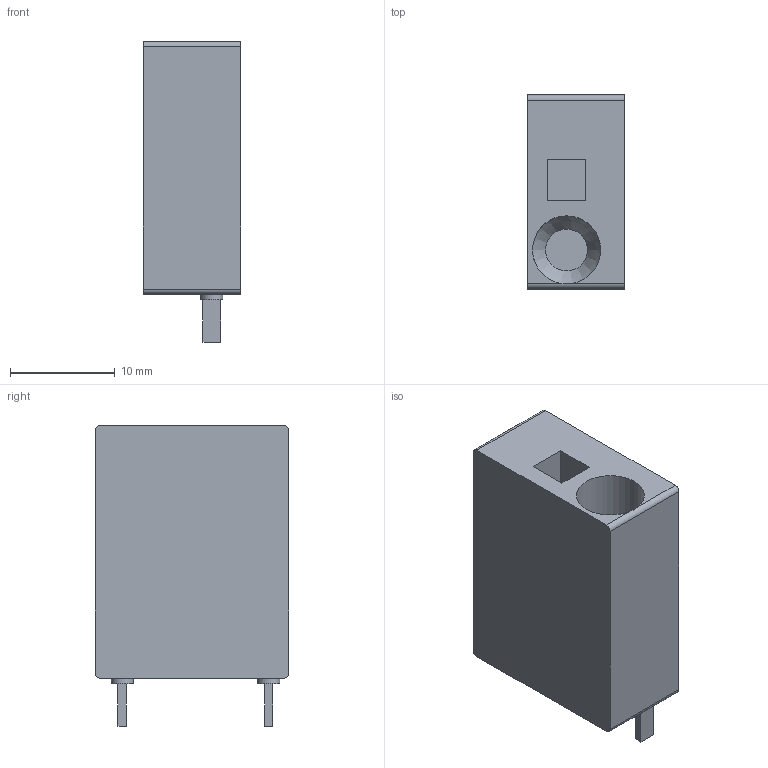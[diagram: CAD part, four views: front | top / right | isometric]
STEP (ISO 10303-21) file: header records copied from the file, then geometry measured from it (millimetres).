
FILE_DESCRIPTION(/* description */ ('model of PhoenixContact_SPT_5_1-V-7.5_1x01_P7.5mm_Vertical'),/* implementation_level */ '2;1');
FILE_NAME(/* name */ 'PhoenixContact_SPT_5_1-V-7.5_1x01_P7.5mm_Vertical.step',/* time_stamp */ '2023-01-30T13:58:08',/* author */ ('KiCAD','kicad'),/* organization */ ('OCCT'),/* preprocessor_version */ '',/* originating_system */ 'KiCAD',/* authorisation */ '');
FILE_SCHEMA(('AUTOMOTIVE_DESIGN { 1 0 10303 214 1 1 1 1 }'));
Length unit declared in the file: millimetre
Products named in the file (7): CQ assembly; be3e8bae-a09d-11ed-8f45-a0cec80452fd; be3e8bae-a09d-11ed-8f45-a0cec80452fd_part; be3e9004-a09d-11ed-8f45-a0cec80452fd; be3e9004-a09d-11ed-8f45-a0cec80452fd_part; be3e92ca-a09d-11ed-8f45-a0cec80452fd; be3e92ca-a09d-11ed-8f45-a0cec80452fd_part
Assembly tree (6 placements, depth 4):
  CQ assembly
    be3e8bae-a09d-11ed-8f45-a0cec80452fd
      be3e8bae-a09d-11ed-8f45-a0cec80452fd_part
      be3e9004-a09d-11ed-8f45-a0cec80452fd
        be3e9004-a09d-11ed-8f45-a0cec80452fd_part
      be3e92ca-a09d-11ed-8f45-a0cec80452fd
        be3e92ca-a09d-11ed-8f45-a0cec80452fd_part
Bounding box: 9.3 x 18.5 x 28.75 mm (x, y, z)
Volume: 3846.7 mm3; surface area: 1966.5 mm2
Topology: 3 solids, 3 shells, 34 faces, 74 edges, 49 vertices
Faces by surface type: plane 26, cylinder 7, cone 1
Full cylindrical faces by diameter (mm): 2.1 x2, 6.5 x1
Entity records: 1074 total; most frequent: CARTESIAN_POINT 175, DIRECTION 171, ORIENTED_EDGE 148, EDGE_CURVE 74, AXIS2_PLACEMENT_3D 57, LINE 57, VECTOR 57, VERTEX_POINT 49
